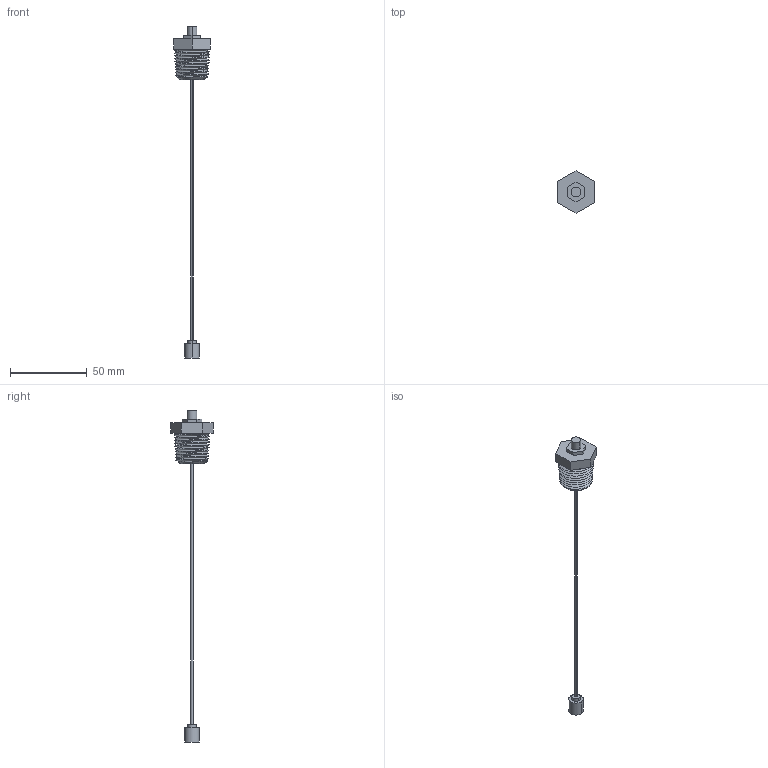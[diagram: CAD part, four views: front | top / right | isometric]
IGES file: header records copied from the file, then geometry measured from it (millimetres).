
Start section:  PTC IGES file: 149932.igs
Global section: file name: 149932.igs; native system: Pro/ENGINEER by Parametric Technology Corporation; preprocessor: 2009141; author: banengservice; organization: Unknown; date: 20091124.140042; units: inch
Bounding box: 23.83 x 27.51 x 215.9 mm (x, y, z)
Volume: 8519.1 mm3; surface area: 6555.4 mm2
Topology: 1 solids, 1 shells, 72 faces, 173 edges, 112 vertices
Faces by surface type: revolution 42, bspline 30
